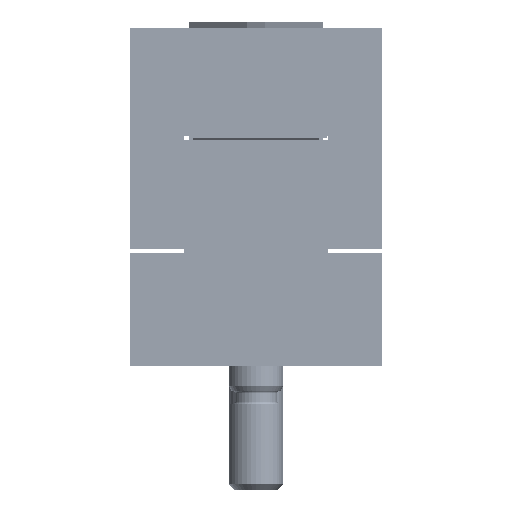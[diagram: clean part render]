
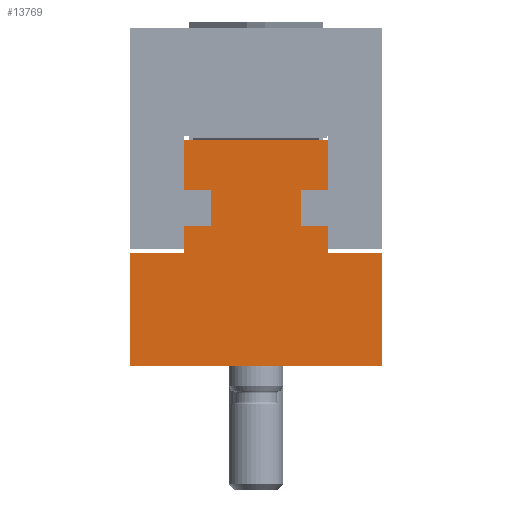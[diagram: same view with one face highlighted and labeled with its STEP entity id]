
A CAD part, front view. The second image highlights one B-rep face of the part: STEP entity #13769.
In plain terms, the highlighted planar face has unit normal (0, -1, 0).
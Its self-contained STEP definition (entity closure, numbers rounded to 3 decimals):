
#13769=ADVANCED_FACE('',(#27735),#27736,.T.);
#27735=FACE_OUTER_BOUND('',#42707,.T.);
#27736=PLANE('',#42708);
#42707=EDGE_LOOP('',(#82808,#82809,#82810,#82811,#82812,#82813,#82814,#82815,#82816,#82817,#82818,#82819,#82820,#82821,#82822,#82823));
#42708=AXIS2_PLACEMENT_3D('',#82824,#82825,#82826);
#82808=ORIENTED_EDGE('',*,*,#100707,.T.);
#82809=ORIENTED_EDGE('',*,*,#100799,.T.);
#82810=ORIENTED_EDGE('',*,*,#100803,.T.);
#82811=ORIENTED_EDGE('',*,*,#100807,.T.);
#82812=ORIENTED_EDGE('',*,*,#100811,.T.);
#82813=ORIENTED_EDGE('',*,*,#100815,.T.);
#82814=ORIENTED_EDGE('',*,*,#100819,.T.);
#82815=ORIENTED_EDGE('',*,*,#100823,.T.);
#82816=ORIENTED_EDGE('',*,*,#100721,.T.);
#82817=ORIENTED_EDGE('',*,*,#100758,.F.);
#82818=ORIENTED_EDGE('',*,*,#100754,.F.);
#82819=ORIENTED_EDGE('',*,*,#100750,.F.);
#82820=ORIENTED_EDGE('',*,*,#100746,.F.);
#82821=ORIENTED_EDGE('',*,*,#100742,.F.);
#82822=ORIENTED_EDGE('',*,*,#100738,.F.);
#82823=ORIENTED_EDGE('',*,*,#100734,.F.);
#82824=CARTESIAN_POINT('',(11.857,0.0,23.929));
#82825=DIRECTION('',(0.0,-1.0,0.0));
#82826=DIRECTION('',(0.0,0.0,-1.0));
#100707=EDGE_CURVE('',#123509,#123510,#123511,.T.);
#100721=EDGE_CURVE('',#123532,#123533,#123534,.T.);
#100734=EDGE_CURVE('',#123509,#123553,#123554,.T.);
#100738=EDGE_CURVE('',#123553,#123559,#123560,.T.);
#100742=EDGE_CURVE('',#123559,#123565,#123566,.T.);
#100746=EDGE_CURVE('',#123565,#123571,#123572,.T.);
#100750=EDGE_CURVE('',#123571,#123577,#123578,.T.);
#100754=EDGE_CURVE('',#123577,#123583,#123584,.T.);
#100758=EDGE_CURVE('',#123583,#123533,#123589,.T.);
#100799=EDGE_CURVE('',#123510,#123637,#123638,.T.);
#100803=EDGE_CURVE('',#123637,#123643,#123644,.T.);
#100807=EDGE_CURVE('',#123643,#123649,#123650,.T.);
#100811=EDGE_CURVE('',#123649,#123655,#123656,.T.);
#100815=EDGE_CURVE('',#123655,#123661,#123662,.T.);
#100819=EDGE_CURVE('',#123661,#123667,#123668,.T.);
#100823=EDGE_CURVE('',#123667,#123532,#123673,.T.);
#123509=VERTEX_POINT('',#158065);
#123510=VERTEX_POINT('',#158066);
#123511=LINE('',#158067,#158068);
#123532=VERTEX_POINT('',#158093);
#123533=VERTEX_POINT('',#158094);
#123534=LINE('',#158095,#158096);
#123553=VERTEX_POINT('',#158119);
#123554=LINE('',#158120,#158121);
#123559=VERTEX_POINT('',#158128);
#123560=LINE('',#158129,#158130);
#123565=VERTEX_POINT('',#158137);
#123566=LINE('',#158138,#158139);
#123571=VERTEX_POINT('',#158146);
#123572=LINE('',#158147,#158148);
#123577=VERTEX_POINT('',#158155);
#123578=LINE('',#158156,#158157);
#123583=VERTEX_POINT('',#158164);
#123584=LINE('',#158165,#158166);
#123589=LINE('',#158173,#158174);
#123637=VERTEX_POINT('',#158231);
#123638=LINE('',#158232,#158233);
#123643=VERTEX_POINT('',#158240);
#123644=LINE('',#158241,#158242);
#123649=VERTEX_POINT('',#158249);
#123650=LINE('',#158250,#158251);
#123655=VERTEX_POINT('',#158258);
#123656=LINE('',#158259,#158260);
#123661=VERTEX_POINT('',#158267);
#123662=LINE('',#158268,#158269);
#123667=VERTEX_POINT('',#158276);
#123668=LINE('',#158277,#158278);
#123673=LINE('',#158285,#158286);
#158065=CARTESIAN_POINT('',(-28.0,0.0,0.));
#158066=CARTESIAN_POINT('',(28.0,0.0,0.0));
#158067=CARTESIAN_POINT('',(0.0,0.0,0.0));
#158068=VECTOR('',#185279,56.0);
#158093=CARTESIAN_POINT('',(16.0,0.0,50.0));
#158094=CARTESIAN_POINT('',(-16.0,0.0,50.0));
#158095=CARTESIAN_POINT('',(16.0,0.0,50.0));
#158096=VECTOR('',#185308,32.0);
#158119=CARTESIAN_POINT('',(-28.0,0.0,25.0));
#158120=CARTESIAN_POINT('',(-28.0,0.0,0.));
#158121=VECTOR('',#185334,25.0);
#158128=CARTESIAN_POINT('',(-16.0,0.0,25.0));
#158129=CARTESIAN_POINT('',(-28.0,0.0,25.0));
#158130=VECTOR('',#185337,12.0);
#158137=CARTESIAN_POINT('',(-16.0,0.0,31.0));
#158138=CARTESIAN_POINT('',(-16.0,0.0,25.0));
#158139=VECTOR('',#185340,6.0);
#158146=CARTESIAN_POINT('',(-10.,0.0,31.0));
#158147=CARTESIAN_POINT('',(-16.0,0.0,31.0));
#158148=VECTOR('',#185343,6.0);
#158155=CARTESIAN_POINT('',(-10.,0.0,39.0));
#158156=CARTESIAN_POINT('',(-10.,0.0,31.0));
#158157=VECTOR('',#185346,8.0);
#158164=CARTESIAN_POINT('',(-16.0,0.0,39.0));
#158165=CARTESIAN_POINT('',(-10.,0.0,39.0));
#158166=VECTOR('',#185349,6.0);
#158173=CARTESIAN_POINT('',(-16.0,0.0,39.0));
#158174=VECTOR('',#185352,11.0);
#158231=CARTESIAN_POINT('',(28.0,0.0,25.0));
#158232=CARTESIAN_POINT('',(28.0,0.0,0.0));
#158233=VECTOR('',#185401,25.0);
#158240=CARTESIAN_POINT('',(16.0,0.0,25.0));
#158241=CARTESIAN_POINT('',(28.0,0.0,25.0));
#158242=VECTOR('',#185404,12.0);
#158249=CARTESIAN_POINT('',(16.0,0.0,31.0));
#158250=CARTESIAN_POINT('',(16.0,0.0,25.0));
#158251=VECTOR('',#185407,6.0);
#158258=CARTESIAN_POINT('',(10.0,0.0,31.0));
#158259=CARTESIAN_POINT('',(16.0,0.0,31.0));
#158260=VECTOR('',#185410,6.0);
#158267=CARTESIAN_POINT('',(10.0,0.0,39.0));
#158268=CARTESIAN_POINT('',(10.0,0.0,31.0));
#158269=VECTOR('',#185413,8.0);
#158276=CARTESIAN_POINT('',(16.0,0.0,39.0));
#158277=CARTESIAN_POINT('',(10.0,0.0,39.0));
#158278=VECTOR('',#185416,6.0);
#158285=CARTESIAN_POINT('',(16.0,0.0,39.0));
#158286=VECTOR('',#185419,11.0);
#185279=DIRECTION('',(1.0,0.0,0.0));
#185308=DIRECTION('',(-1.0,0.0,0.0));
#185334=DIRECTION('',(0.,0.0,1.0));
#185337=DIRECTION('',(1.0,0.0,0.));
#185340=DIRECTION('',(0.,0.0,1.0));
#185343=DIRECTION('',(1.0,0.0,0.));
#185346=DIRECTION('',(0.,0.0,1.0));
#185349=DIRECTION('',(-1.0,0.0,0.));
#185352=DIRECTION('',(0.,0.0,1.0));
#185401=DIRECTION('',(0.,0.0,1.0));
#185404=DIRECTION('',(-1.0,0.0,0.));
#185407=DIRECTION('',(0.,0.0,1.0));
#185410=DIRECTION('',(-1.0,0.0,0.));
#185413=DIRECTION('',(0.,0.0,1.0));
#185416=DIRECTION('',(1.0,0.0,0.0));
#185419=DIRECTION('',(0.0,0.0,1.0));
